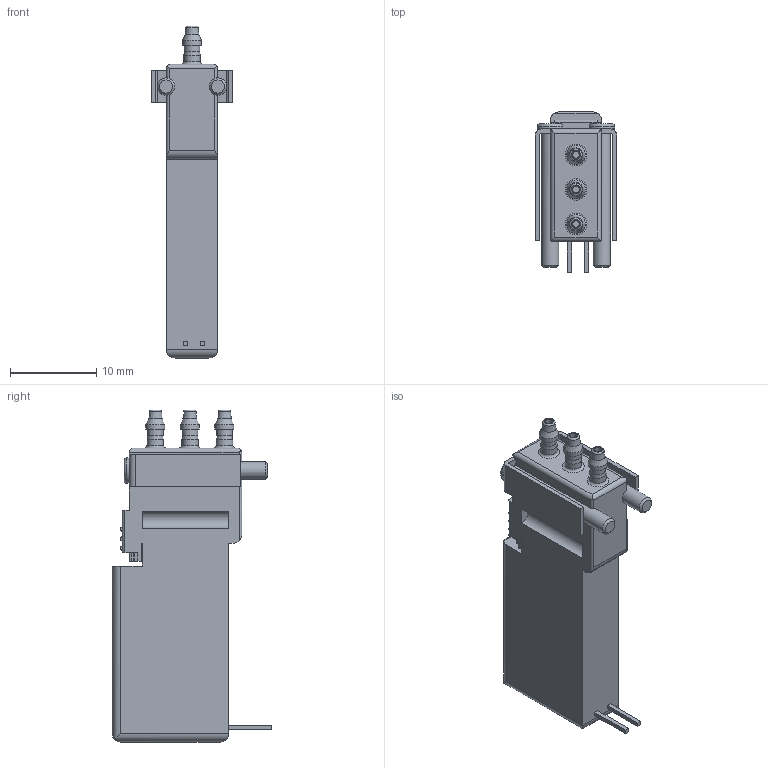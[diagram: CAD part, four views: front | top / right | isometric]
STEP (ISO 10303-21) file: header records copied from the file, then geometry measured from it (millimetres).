
FILE_DESCRIPTION(/* description */ ('STEP AP214'),/* implementation_level */ '2;1');
FILE_NAME(/* name */ '8122788_VOVK-BT6-M32C-MN-5T1P-B3F',/* time_stamp */ '2024-09-17T02:16:17+02:00',/* author */ ('License CC BY-ND 4.0'),/* organization */ ('CADENAS'),/* preprocessor_version */ 'ST-DEVELOPER v19.3',/* originating_system */ 'PARTsolutions',/* authorisation */ ' ');
FILE_SCHEMA (('AUTOMOTIVE_DESIGN {1 0 10303 214 3 1 1}'));
Length unit declared in the file: millimetre
Products named in the file (1): 8122788 VOVK-BT6-M32C-MN-5T1P-B3F---(high)
Bounding box: 9.4 x 18.5 x 38.4 mm (x, y, z)
Volume: 2754.9 mm3; surface area: 2013.1 mm2
Topology: 1 solids, 1 shells, 158 faces, 391 edges, 250 vertices
Faces by surface type: plane 88, cylinder 49, cone 13, torus 8
Full cylindrical faces by diameter (mm): 0.8 x3, 1.8 x3, 1.9 x3, 2 x2, 2.2 x3
Entity records: 4482 total; most frequent: CARTESIAN_POINT 793, DIRECTION 766, ORIENTED_EDGE 704, EDGE_CURVE 352, AXIS2_PLACEMENT_3D 267, VERTEX_POINT 246, LINE 232, VECTOR 232
